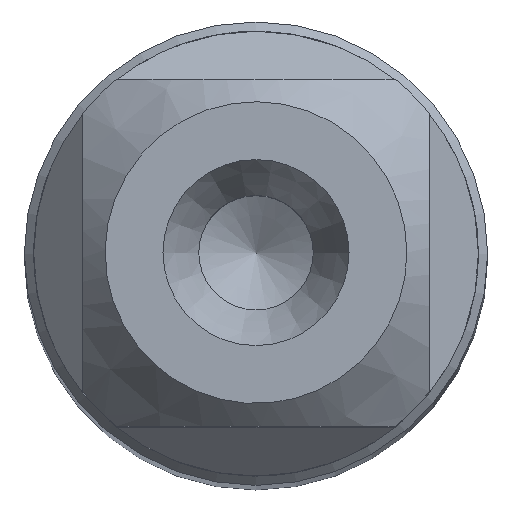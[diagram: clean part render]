
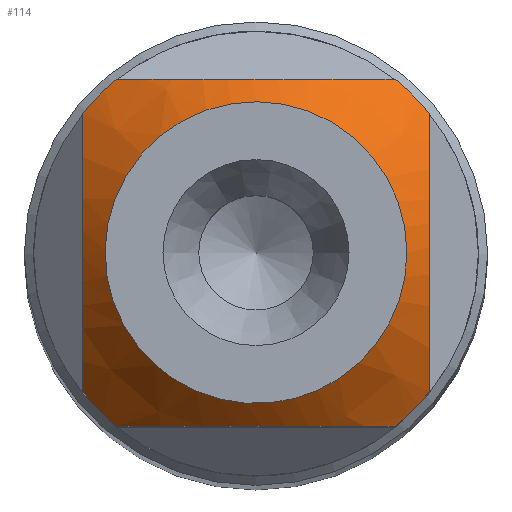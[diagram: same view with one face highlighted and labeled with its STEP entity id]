
A CAD part, top view. The second image highlights one B-rep face of the part: STEP entity #114.
In plain terms, the highlighted conical face has half-angle 45 degrees and reference radius 2.109 mm.
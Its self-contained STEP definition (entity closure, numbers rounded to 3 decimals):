
#92=CONICAL_SURFACE('',#509,2.109,45.);
#114=ADVANCED_FACE('',(#160,#161),#92,.T.);
#160=FACE_BOUND('',#208,.T.);
#161=FACE_BOUND('',#209,.T.);
#208=EDGE_LOOP('',(#270));
#209=EDGE_LOOP('',(#271,#272,#273,#274,#275,#276,#277,#278));
#270=ORIENTED_EDGE('',*,*,#371,.F.);
#271=ORIENTED_EDGE('',*,*,#387,.T.);
#272=ORIENTED_EDGE('',*,*,#388,.T.);
#273=ORIENTED_EDGE('',*,*,#389,.T.);
#274=ORIENTED_EDGE('',*,*,#375,.T.);
#275=ORIENTED_EDGE('',*,*,#390,.T.);
#276=ORIENTED_EDGE('',*,*,#380,.T.);
#277=ORIENTED_EDGE('',*,*,#391,.T.);
#278=ORIENTED_EDGE('',*,*,#385,.T.);
#333=VERTEX_POINT('',#736);
#336=VERTEX_POINT('',#744);
#337=VERTEX_POINT('',#751);
#340=VERTEX_POINT('',#760);
#341=VERTEX_POINT('',#767);
#344=VERTEX_POINT('',#776);
#345=VERTEX_POINT('',#783);
#346=VERTEX_POINT('',#787);
#347=VERTEX_POINT('',#794);
#371=EDGE_CURVE('',#333,#333,#415,.T.);
#375=EDGE_CURVE('',#337,#336,#439,.T.);
#380=EDGE_CURVE('',#341,#340,#440,.T.);
#385=EDGE_CURVE('',#345,#344,#441,.T.);
#387=EDGE_CURVE('',#344,#346,#416,.T.);
#388=EDGE_CURVE('',#346,#347,#442,.T.);
#389=EDGE_CURVE('',#347,#337,#417,.T.);
#390=EDGE_CURVE('',#336,#341,#418,.T.);
#391=EDGE_CURVE('',#340,#345,#419,.T.);
#415=CIRCLE('',#494,2.109);
#416=CIRCLE('',#505,3.109);
#417=CIRCLE('',#506,3.109);
#418=CIRCLE('',#507,3.109);
#419=CIRCLE('',#508,3.109);
#439=B_SPLINE_CURVE_WITH_KNOTS('',3,(#745,#746,#747,#748,#749,#750),
 .UNSPECIFIED.,.F.,.F.,(4,2,4),(0.,0.5,1.),.UNSPECIFIED.);
#440=B_SPLINE_CURVE_WITH_KNOTS('',3,(#761,#762,#763,#764,#765,#766),
 .UNSPECIFIED.,.F.,.F.,(4,2,4),(0.,0.5,1.),.UNSPECIFIED.);
#441=B_SPLINE_CURVE_WITH_KNOTS('',3,(#777,#778,#779,#780,#781,#782),
 .UNSPECIFIED.,.F.,.F.,(4,2,4),(0.,0.5,1.),.UNSPECIFIED.);
#442=B_SPLINE_CURVE_WITH_KNOTS('',3,(#788,#789,#790,#791,#792,#793),
 .UNSPECIFIED.,.F.,.F.,(4,2,4),(0.,0.5,1.),.UNSPECIFIED.);
#494=AXIS2_PLACEMENT_3D('',#735,#577,#578);
#505=AXIS2_PLACEMENT_3D('',#786,#608,#609);
#506=AXIS2_PLACEMENT_3D('',#795,#610,#611);
#507=AXIS2_PLACEMENT_3D('',#796,#612,#613);
#508=AXIS2_PLACEMENT_3D('',#797,#614,#615);
#509=AXIS2_PLACEMENT_3D('',#798,#616,#617);
#577=DIRECTION('',(0.,0.,1.));
#578=DIRECTION('',(1.,0.,0.));
#608=DIRECTION('',(0.,0.,1.));
#609=DIRECTION('',(-1.,0.,0.));
#610=DIRECTION('',(0.,0.,1.));
#611=DIRECTION('',(-1.,0.,0.));
#612=DIRECTION('',(0.,0.,1.));
#613=DIRECTION('',(-1.,0.,0.));
#614=DIRECTION('',(0.,0.,1.));
#615=DIRECTION('',(-1.,0.,0.));
#616=DIRECTION('',(0.,0.,-1.));
#617=DIRECTION('',(-1.,0.,0.));
#735=CARTESIAN_POINT('',(0.,0.,0.));
#736=CARTESIAN_POINT('',(2.109,0.,0.));
#744=CARTESIAN_POINT('',(-1.946,2.425,-1.));
#745=CARTESIAN_POINT('',(1.946,2.425,-1.));
#746=CARTESIAN_POINT('',(1.356,2.425,-0.631));
#747=CARTESIAN_POINT('',(0.694,2.425,-0.316));
#748=CARTESIAN_POINT('',(-0.695,2.425,-0.316));
#749=CARTESIAN_POINT('',(-1.359,2.425,-0.633));
#750=CARTESIAN_POINT('',(-1.946,2.425,-1.));
#751=CARTESIAN_POINT('',(1.946,2.425,-1.));
#760=CARTESIAN_POINT('',(-2.425,-1.946,-1.));
#761=CARTESIAN_POINT('',(-2.425,1.946,-1.));
#762=CARTESIAN_POINT('',(-2.425,1.359,-0.633));
#763=CARTESIAN_POINT('',(-2.425,0.695,-0.316));
#764=CARTESIAN_POINT('',(-2.425,-0.694,-0.316));
#765=CARTESIAN_POINT('',(-2.425,-1.356,-0.631));
#766=CARTESIAN_POINT('',(-2.425,-1.946,-1.));
#767=CARTESIAN_POINT('',(-2.425,1.946,-1.));
#776=CARTESIAN_POINT('',(1.946,-2.425,-1.));
#777=CARTESIAN_POINT('',(-1.946,-2.425,-1.));
#778=CARTESIAN_POINT('',(-1.359,-2.425,-0.633));
#779=CARTESIAN_POINT('',(-0.695,-2.425,-0.316));
#780=CARTESIAN_POINT('',(0.694,-2.425,-0.316));
#781=CARTESIAN_POINT('',(1.356,-2.425,-0.631));
#782=CARTESIAN_POINT('',(1.946,-2.425,-1.));
#783=CARTESIAN_POINT('',(-1.946,-2.425,-1.));
#786=CARTESIAN_POINT('',(0.,0.,-1.));
#787=CARTESIAN_POINT('',(2.425,-1.946,-1.));
#788=CARTESIAN_POINT('',(2.425,-1.946,-1.));
#789=CARTESIAN_POINT('',(2.425,-1.356,-0.631));
#790=CARTESIAN_POINT('',(2.425,-0.694,-0.316));
#791=CARTESIAN_POINT('',(2.425,0.695,-0.316));
#792=CARTESIAN_POINT('',(2.425,1.359,-0.633));
#793=CARTESIAN_POINT('',(2.425,1.946,-1.));
#794=CARTESIAN_POINT('',(2.425,1.946,-1.));
#795=CARTESIAN_POINT('',(0.,0.,-1.));
#796=CARTESIAN_POINT('',(0.,0.,-1.));
#797=CARTESIAN_POINT('',(0.,0.,-1.));
#798=CARTESIAN_POINT('',(0.,0.,0.));
